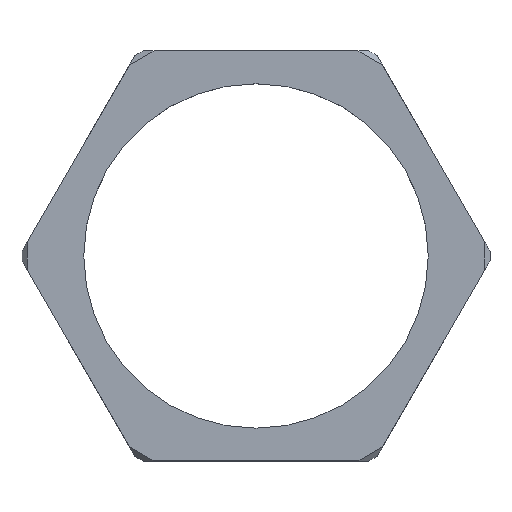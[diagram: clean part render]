
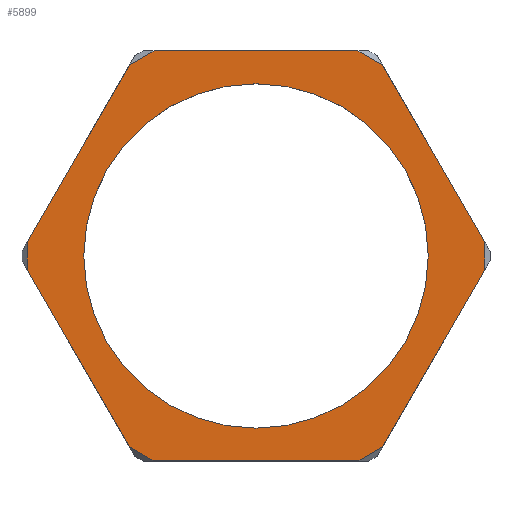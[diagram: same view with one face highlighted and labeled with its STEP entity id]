
A CAD part, top view. The second image highlights one B-rep face of the part: STEP entity #5899.
In plain terms, the highlighted planar face has unit normal (0, 0, 1).
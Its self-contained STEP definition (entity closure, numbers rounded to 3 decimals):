
#3147=DIRECTION('',(1.,0.,0.));
#3148=VECTOR('',#3147,37.301);
#3149=CARTESIAN_POINT('',(-18.651,-37.5,8.));
#3150=LINE('',#3149,#3148);
#3989=CARTESIAN_POINT('',(0.,0.,8.));
#3990=DIRECTION('',(0.,0.,1.));
#3991=DIRECTION('',(1.,0.,0.));
#3992=AXIS2_PLACEMENT_3D('',#3989,#3990,#3991);
#3997=CARTESIAN_POINT('',(0.,0.,8.));
#3998=DIRECTION('',(0.,0.,1.));
#3999=DIRECTION('',(-1.,0.,0.));
#4000=AXIS2_PLACEMENT_3D('',#3997,#3998,#3999);
#4005=DIRECTION('',(0.866,-0.5,0.));
#4006=VECTOR('',#4005,5.196);
#4007=CARTESIAN_POINT('',(-23.151,-34.902,8.));
#4008=LINE('',#4007,#4006);
#4012=DIRECTION('',(-0.5,0.866,0.));
#4013=VECTOR('',#4012,37.301);
#4014=CARTESIAN_POINT('',(-23.151,-34.902,8.));
#4015=LINE('',#4014,#4013);
#4019=DIRECTION('',(0.,1.,0.));
#4020=VECTOR('',#4019,5.196);
#4021=CARTESIAN_POINT('',(-41.801,-2.598,8.));
#4022=LINE('',#4021,#4020);
#4026=DIRECTION('',(0.5,0.866,0.));
#4027=VECTOR('',#4026,37.301);
#4028=CARTESIAN_POINT('',(-41.801,2.598,8.));
#4029=LINE('',#4028,#4027);
#4033=DIRECTION('',(-0.866,-0.5,0.));
#4034=VECTOR('',#4033,5.196);
#4035=CARTESIAN_POINT('',(-18.651,37.5,8.));
#4036=LINE('',#4035,#4034);
#4040=DIRECTION('',(-0.866,0.5,0.));
#4041=VECTOR('',#4040,5.196);
#4042=CARTESIAN_POINT('',(23.151,34.902,8.));
#4043=LINE('',#4042,#4041);
#4047=DIRECTION('',(0.5,-0.866,0.));
#4048=VECTOR('',#4047,37.301);
#4049=CARTESIAN_POINT('',(23.151,34.902,8.));
#4050=LINE('',#4049,#4048);
#4054=DIRECTION('',(0.,-1.,0.));
#4055=VECTOR('',#4054,5.196);
#4056=CARTESIAN_POINT('',(41.801,2.598,8.));
#4057=LINE('',#4056,#4055);
#4061=DIRECTION('',(-0.5,-0.866,0.));
#4062=VECTOR('',#4061,37.301);
#4063=CARTESIAN_POINT('',(41.801,-2.598,8.));
#4064=LINE('',#4063,#4062);
#4068=DIRECTION('',(0.866,0.5,0.));
#4069=VECTOR('',#4068,5.196);
#4070=CARTESIAN_POINT('',(18.651,-37.5,8.));
#4071=LINE('',#4070,#4069);
#4187=DIRECTION('',(-1.,0.,0.));
#4188=VECTOR('',#4187,37.301);
#4189=CARTESIAN_POINT('',(18.651,37.5,8.));
#4190=LINE('',#4189,#4188);
#4400=CARTESIAN_POINT('',(31.5,0.,8.));
#4401=CARTESIAN_POINT('',(-31.5,0.,8.));
#4402=VERTEX_POINT('',#4400);
#4403=VERTEX_POINT('',#4401);
#4500=CARTESIAN_POINT('',(-18.651,-37.5,8.));
#4502=VERTEX_POINT('',#4500);
#4506=CARTESIAN_POINT('',(-23.151,-34.902,8.));
#4507=VERTEX_POINT('',#4506);
#4508=CARTESIAN_POINT('',(23.151,-34.902,8.));
#4510=VERTEX_POINT('',#4508);
#4514=CARTESIAN_POINT('',(18.651,-37.5,8.));
#4515=VERTEX_POINT('',#4514);
#4517=CARTESIAN_POINT('',(-41.801,2.598,8.));
#4519=VERTEX_POINT('',#4517);
#4520=CARTESIAN_POINT('',(-41.801,-2.598,8.));
#4521=VERTEX_POINT('',#4520);
#4524=CARTESIAN_POINT('',(-23.151,34.902,8.));
#4526=VERTEX_POINT('',#4524);
#4530=CARTESIAN_POINT('',(-18.651,37.5,8.));
#4531=VERTEX_POINT('',#4530);
#4532=CARTESIAN_POINT('',(18.651,37.5,8.));
#4534=VERTEX_POINT('',#4532);
#4538=CARTESIAN_POINT('',(23.151,34.902,8.));
#4539=VERTEX_POINT('',#4538);
#4541=CARTESIAN_POINT('',(41.801,-2.598,8.));
#4543=VERTEX_POINT('',#4541);
#4544=CARTESIAN_POINT('',(41.801,2.598,8.));
#4545=VERTEX_POINT('',#4544);
#5864=CARTESIAN_POINT('',(0.,0.,8.));
#5865=DIRECTION('',(0.,0.,1.));
#5866=DIRECTION('',(1.,0.,0.));
#5867=AXIS2_PLACEMENT_3D('',#5864,#5865,#5866);
#5868=PLANE('',#5867);
#5869=ORIENTED_EDGE('',*,*,#4625,.F.);
#5871=ORIENTED_EDGE('',*,*,#5870,.T.);
#5873=ORIENTED_EDGE('',*,*,#5872,.T.);
#5875=ORIENTED_EDGE('',*,*,#5874,.T.);
#5877=ORIENTED_EDGE('',*,*,#5876,.F.);
#5879=ORIENTED_EDGE('',*,*,#5878,.F.);
#5881=ORIENTED_EDGE('',*,*,#5880,.F.);
#5883=ORIENTED_EDGE('',*,*,#5882,.T.);
#5885=ORIENTED_EDGE('',*,*,#5884,.T.);
#5887=ORIENTED_EDGE('',*,*,#5886,.T.);
#5889=ORIENTED_EDGE('',*,*,#5888,.F.);
#5890=ORIENTED_EDGE('',*,*,#4643,.F.);
#5891=EDGE_LOOP('',(#5869,#5871,#5873,#5875,#5877,#5879,#5881,#5883,#5885,#5887,
#5889,#5890));
#5892=FACE_OUTER_BOUND('',#5891,.F.);
#5894=ORIENTED_EDGE('',*,*,#5893,.T.);
#5896=ORIENTED_EDGE('',*,*,#5895,.T.);
#5897=EDGE_LOOP('',(#5894,#5896));
#5898=FACE_BOUND('',#5897,.F.);
#3993=CIRCLE('',#3992,31.5);
#4001=CIRCLE('',#4000,31.5);
#4625=EDGE_CURVE('',#4507,#4502,#4008,.T.);
#4643=EDGE_CURVE('',#4502,#4515,#3150,.T.);
#5870=EDGE_CURVE('',#4507,#4521,#4015,.T.);
#5872=EDGE_CURVE('',#4521,#4519,#4022,.T.);
#5874=EDGE_CURVE('',#4519,#4526,#4029,.T.);
#5876=EDGE_CURVE('',#4531,#4526,#4036,.T.);
#5878=EDGE_CURVE('',#4534,#4531,#4190,.T.);
#5880=EDGE_CURVE('',#4539,#4534,#4043,.T.);
#5882=EDGE_CURVE('',#4539,#4545,#4050,.T.);
#5884=EDGE_CURVE('',#4545,#4543,#4057,.T.);
#5886=EDGE_CURVE('',#4543,#4510,#4064,.T.);
#5888=EDGE_CURVE('',#4515,#4510,#4071,.T.);
#5893=EDGE_CURVE('',#4402,#4403,#3993,.T.);
#5895=EDGE_CURVE('',#4403,#4402,#4001,.T.);
#5899=ADVANCED_FACE('',(#5892,#5898),#5868,.T.);
